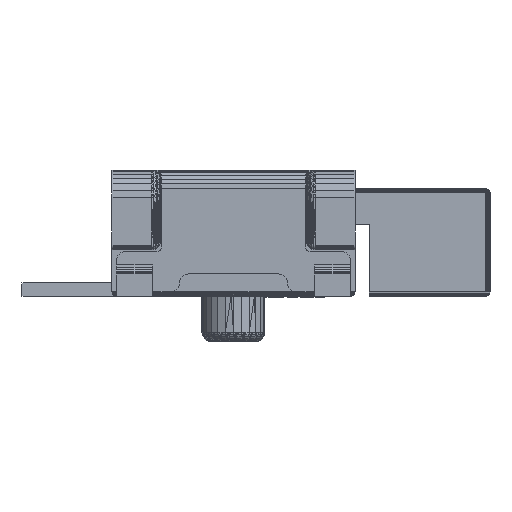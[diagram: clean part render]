
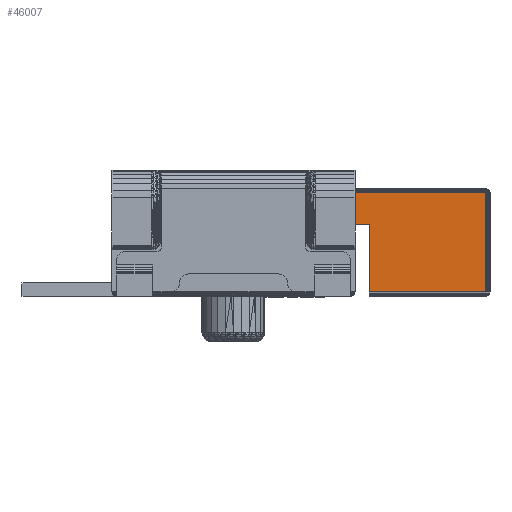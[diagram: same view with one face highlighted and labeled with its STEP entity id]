
A CAD part, front view. The second image highlights one B-rep face of the part: STEP entity #46007.
In plain terms, the highlighted planar face has unit normal (0, -1, 0).
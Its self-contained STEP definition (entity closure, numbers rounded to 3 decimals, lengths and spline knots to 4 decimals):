
#782 = VERTEX_POINT('',#783);
#783 = CARTESIAN_POINT('',(1.35,-2.95,0.1)
  );
#8901 = VERTEX_POINT('',#8902);
#8902 = CARTESIAN_POINT('',(0.81,-2.95,0.1
    ));
#8908 = EDGE_CURVE('',#8901,#8909,#8911,.T.);
#8909 = VERTEX_POINT('',#8910);
#8910 = CARTESIAN_POINT('',(0.81,-2.95,
    0.45));
#8911 = LINE('',#8912,#8913);
#8912 = CARTESIAN_POINT('',(0.81,-2.95,0.1
    ));
#8913 = VECTOR('',#8914,1.);
#8914 = DIRECTION('',(0.,0.,1.));
#9052 = VERTEX_POINT('',#9053);
#9053 = CARTESIAN_POINT('',(1.51,-2.95,
    -0.65));
#9059 = EDGE_CURVE('',#9060,#9052,#9062,.T.);
#9060 = VERTEX_POINT('',#9061);
#9061 = CARTESIAN_POINT('',(1.51,-2.95,0.1
    ));
#9062 = LINE('',#9063,#9064);
#9063 = CARTESIAN_POINT('',(1.51,-2.95,0.1
    ));
#9064 = VECTOR('',#9065,1.);
#9065 = DIRECTION('',(0.,0.,-1.));
#35697 = EDGE_CURVE('',#782,#8901,#35698,.T.);
#35698 = LINE('',#35699,#35700);
#35699 = CARTESIAN_POINT('',(1.35,-2.95,
    0.1));
#35700 = VECTOR('',#35701,1.);
#35701 = DIRECTION('',(-1.,0.,0.));
#35714 = EDGE_CURVE('',#9060,#782,#35715,.T.);
#35715 = LINE('',#35716,#35717);
#35716 = CARTESIAN_POINT('',(1.51,-2.95,
    0.1));
#35717 = VECTOR('',#35718,1.);
#35718 = DIRECTION('',(-1.,0.,0.));
#46007 = ADVANCED_FACE('',(#46008),#46036,.T.);
#46008 = FACE_BOUND('',#46009,.T.);
#46009 = EDGE_LOOP('',(#46010,#46011,#46012,#46013,#46021,#46029,#46035)
  );
#46010 = ORIENTED_EDGE('',*,*,#35697,.F.);
#46011 = ORIENTED_EDGE('',*,*,#35714,.F.);
#46012 = ORIENTED_EDGE('',*,*,#9059,.T.);
#46013 = ORIENTED_EDGE('',*,*,#46014,.T.);
#46014 = EDGE_CURVE('',#9052,#46015,#46017,.T.);
#46015 = VERTEX_POINT('',#46016);
#46016 = CARTESIAN_POINT('',(2.8,-2.95,
    -0.65));
#46017 = LINE('',#46018,#46019);
#46018 = CARTESIAN_POINT('',(1.51,-2.95,
    -0.65));
#46019 = VECTOR('',#46020,1.);
#46020 = DIRECTION('',(1.,0.,0.));
#46021 = ORIENTED_EDGE('',*,*,#46022,.T.);
#46022 = EDGE_CURVE('',#46015,#46023,#46025,.T.);
#46023 = VERTEX_POINT('',#46024);
#46024 = CARTESIAN_POINT('',(2.8,-2.95,
    0.45));
#46025 = LINE('',#46026,#46027);
#46026 = CARTESIAN_POINT('',(2.8,-2.95,
    -0.65));
#46027 = VECTOR('',#46028,1.);
#46028 = DIRECTION('',(0.,0.,1.));
#46029 = ORIENTED_EDGE('',*,*,#46030,.T.);
#46030 = EDGE_CURVE('',#46023,#8909,#46031,.T.);
#46031 = LINE('',#46032,#46033);
#46032 = CARTESIAN_POINT('',(2.8,-2.95,
    0.45));
#46033 = VECTOR('',#46034,1.);
#46034 = DIRECTION('',(-1.,0.,0.));
#46035 = ORIENTED_EDGE('',*,*,#8908,.F.);
#46036 = PLANE('',#46037);
#46037 = AXIS2_PLACEMENT_3D('',#46038,#46039,#46040);
#46038 = CARTESIAN_POINT('',(1.89,-2.95,
    -0.015));
#46039 = DIRECTION('',(-0.,-1.,-0.));
#46040 = DIRECTION('',(0.,0.,-1.));
